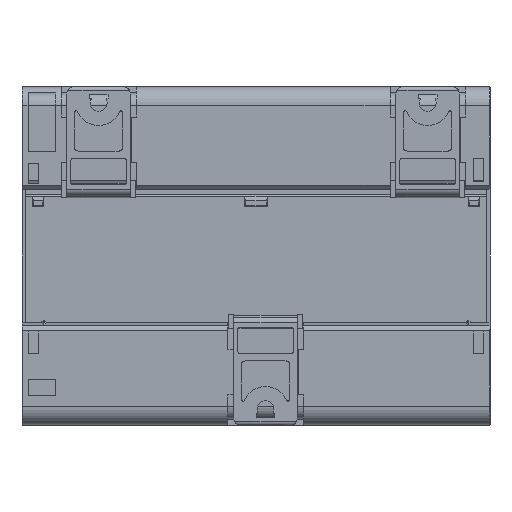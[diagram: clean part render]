
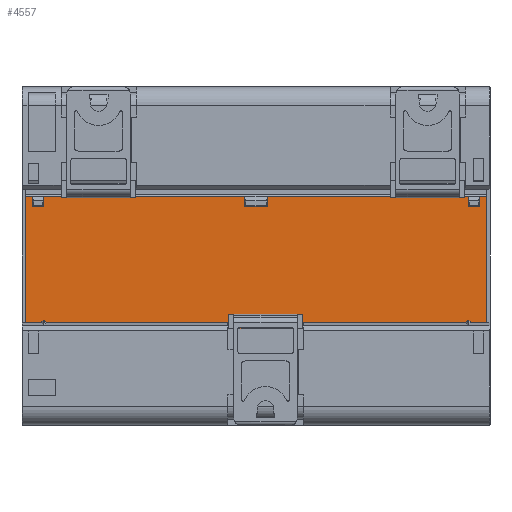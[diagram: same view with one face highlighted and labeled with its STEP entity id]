
A CAD part, front view. The second image highlights one B-rep face of the part: STEP entity #4557.
In plain terms, the highlighted planar face has unit normal (0, -1, 0).
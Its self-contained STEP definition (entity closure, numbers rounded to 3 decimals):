
#436=DIRECTION('',(-1.,0.,0.));
#437=VECTOR('',#436,20.);
#438=CARTESIAN_POINT('',(74.84,5.6,-64.4));
#439=LINE('',#438,#437);
#440=DIRECTION('',(0.,0.,1.));
#441=VECTOR('',#440,1.6);
#442=CARTESIAN_POINT('',(54.84,5.6,-64.4));
#443=LINE('',#442,#441);
#444=DIRECTION('',(-1.,0.,0.));
#445=VECTOR('',#444,48.54);
#446=CARTESIAN_POINT('',(54.84,5.6,-62.8));
#447=LINE('',#446,#445);
#448=DIRECTION('',(0.,0.,1.));
#449=VECTOR('',#448,0.286);
#450=CARTESIAN_POINT('',(6.3,5.6,-62.8));
#451=LINE('',#450,#449);
#452=DIRECTION('',(-1.,0.,0.));
#453=VECTOR('',#452,0.399);
#454=CARTESIAN_POINT('',(6.,5.6,-62.2));
#455=LINE('',#454,#453);
#456=DIRECTION('',(0.,0.,1.));
#457=VECTOR('',#456,0.286);
#458=CARTESIAN_POINT('',(5.3,5.6,-62.8));
#459=LINE('',#458,#457);
#460=DIRECTION('',(-1.,0.,0.));
#461=VECTOR('',#460,4.5);
#462=CARTESIAN_POINT('',(5.3,5.6,-62.8));
#463=LINE('',#462,#461);
#464=DIRECTION('',(0.,0.,-1.));
#465=VECTOR('',#464,33.7);
#466=CARTESIAN_POINT('',(0.8,5.6,-29.1));
#467=LINE('',#466,#465);
#468=DIRECTION('',(1.,0.,0.));
#469=VECTOR('',#468,2.);
#470=CARTESIAN_POINT('',(0.8,5.6,-29.1));
#471=LINE('',#470,#469);
#472=DIRECTION('',(0.,0.,-1.));
#473=VECTOR('',#472,2.8);
#474=CARTESIAN_POINT('',(2.8,5.6,-29.1));
#475=LINE('',#474,#473);
#476=DIRECTION('',(1.,0.,0.));
#477=VECTOR('',#476,3.);
#478=CARTESIAN_POINT('',(2.8,5.6,-31.9));
#479=LINE('',#478,#477);
#480=DIRECTION('',(0.,0.,1.));
#481=VECTOR('',#480,2.8);
#482=CARTESIAN_POINT('',(5.8,5.6,-31.9));
#483=LINE('',#482,#481);
#484=DIRECTION('',(1.,0.,0.));
#485=VECTOR('',#484,53.5);
#486=CARTESIAN_POINT('',(5.8,5.6,-29.1));
#487=LINE('',#486,#485);
#488=DIRECTION('',(0.,0.,-1.));
#489=VECTOR('',#488,2.8);
#490=CARTESIAN_POINT('',(59.3,5.6,-29.1));
#491=LINE('',#490,#489);
#492=DIRECTION('',(1.,0.,0.));
#493=VECTOR('',#492,6.);
#494=CARTESIAN_POINT('',(59.3,5.6,-31.9));
#495=LINE('',#494,#493);
#496=DIRECTION('',(0.,0.,1.));
#497=VECTOR('',#496,2.8);
#498=CARTESIAN_POINT('',(65.3,5.6,-31.9));
#499=LINE('',#498,#497);
#500=DIRECTION('',(1.,0.,0.));
#501=VECTOR('',#500,53.5);
#502=CARTESIAN_POINT('',(65.3,5.6,-29.1));
#503=LINE('',#502,#501);
#504=DIRECTION('',(0.,0.,-1.));
#505=VECTOR('',#504,2.8);
#506=CARTESIAN_POINT('',(118.8,5.6,-29.1));
#507=LINE('',#506,#505);
#508=DIRECTION('',(1.,0.,0.));
#509=VECTOR('',#508,3.);
#510=CARTESIAN_POINT('',(118.8,5.6,-31.9));
#511=LINE('',#510,#509);
#512=DIRECTION('',(0.,0.,1.));
#513=VECTOR('',#512,2.8);
#514=CARTESIAN_POINT('',(121.8,5.6,-31.9));
#515=LINE('',#514,#513);
#516=DIRECTION('',(1.,0.,0.));
#517=VECTOR('',#516,2.);
#518=CARTESIAN_POINT('',(121.8,5.6,-29.1));
#519=LINE('',#518,#517);
#520=DIRECTION('',(0.,0.,-1.));
#521=VECTOR('',#520,33.7);
#522=CARTESIAN_POINT('',(123.8,5.6,-29.1));
#523=LINE('',#522,#521);
#524=DIRECTION('',(-1.,0.,0.));
#525=VECTOR('',#524,4.5);
#526=CARTESIAN_POINT('',(123.8,5.6,-62.8));
#527=LINE('',#526,#525);
#528=DIRECTION('',(0.,0.,1.));
#529=VECTOR('',#528,0.286);
#530=CARTESIAN_POINT('',(119.3,5.6,-62.8));
#531=LINE('',#530,#529);
#532=DIRECTION('',(1.,0.,0.));
#533=VECTOR('',#532,0.399);
#534=CARTESIAN_POINT('',(118.6,5.6,-62.2));
#535=LINE('',#534,#533);
#536=DIRECTION('',(0.,0.,1.));
#537=VECTOR('',#536,0.286);
#538=CARTESIAN_POINT('',(118.3,5.6,-62.8));
#539=LINE('',#538,#537);
#540=DIRECTION('',(-1.,0.,0.));
#541=VECTOR('',#540,43.46);
#542=CARTESIAN_POINT('',(118.3,5.6,-62.8));
#543=LINE('',#542,#541);
#1696=DIRECTION('',(0.692,0.,0.722));
#1697=VECTOR('',#1696,0.434);
#1698=CARTESIAN_POINT('',(5.3,5.6,-62.514));
#1699=LINE('',#1698,#1697);
#1712=DIRECTION('',(0.692,0.,-0.722));
#1713=VECTOR('',#1712,0.434);
#1714=CARTESIAN_POINT('',(6.,5.6,-62.2));
#1715=LINE('',#1714,#1713);
#1816=DIRECTION('',(0.,0.,1.));
#1817=VECTOR('',#1816,1.6);
#1818=CARTESIAN_POINT('',(74.84,5.6,-64.4));
#1819=LINE('',#1818,#1817);
#2523=DIRECTION('',(0.692,0.,0.722));
#2524=VECTOR('',#2523,0.434);
#2525=CARTESIAN_POINT('',(118.3,5.6,-62.514));
#2526=LINE('',#2525,#2524);
#2535=DIRECTION('',(0.692,0.,-0.722));
#2536=VECTOR('',#2535,0.434);
#2537=CARTESIAN_POINT('',(119.,5.6,-62.2));
#2538=LINE('',#2537,#2536);
#3025=CARTESIAN_POINT('',(123.8,5.6,-62.8));
#3027=VERTEX_POINT('',#3025);
#3031=CARTESIAN_POINT('',(123.8,5.6,-29.1));
#3032=VERTEX_POINT('',#3031);
#3077=CARTESIAN_POINT('',(0.8,5.6,-29.1));
#3078=CARTESIAN_POINT('',(0.8,5.6,-62.8));
#3079=VERTEX_POINT('',#3077);
#3080=VERTEX_POINT('',#3078);
#3331=CARTESIAN_POINT('',(54.84,5.6,-62.8));
#3332=VERTEX_POINT('',#3331);
#3333=CARTESIAN_POINT('',(74.84,5.6,-62.8));
#3334=VERTEX_POINT('',#3333);
#3487=CARTESIAN_POINT('',(119.3,5.6,-62.8));
#3488=VERTEX_POINT('',#3487);
#3489=CARTESIAN_POINT('',(118.3,5.6,-62.8));
#3490=VERTEX_POINT('',#3489);
#3491=CARTESIAN_POINT('',(119.,5.6,-62.2));
#3493=VERTEX_POINT('',#3491);
#3495=CARTESIAN_POINT('',(119.3,5.6,-62.514));
#3497=VERTEX_POINT('',#3495);
#3499=CARTESIAN_POINT('',(118.6,5.6,-62.2));
#3500=VERTEX_POINT('',#3499);
#3502=CARTESIAN_POINT('',(118.3,5.6,-62.514));
#3504=VERTEX_POINT('',#3502);
#3507=CARTESIAN_POINT('',(59.3,5.6,-31.9));
#3508=CARTESIAN_POINT('',(65.3,5.6,-31.9));
#3509=VERTEX_POINT('',#3507);
#3510=VERTEX_POINT('',#3508);
#3511=CARTESIAN_POINT('',(2.8,5.6,-31.9));
#3512=CARTESIAN_POINT('',(5.8,5.6,-31.9));
#3513=VERTEX_POINT('',#3511);
#3514=VERTEX_POINT('',#3512);
#3515=CARTESIAN_POINT('',(118.8,5.6,-31.9));
#3516=CARTESIAN_POINT('',(121.8,5.6,-31.9));
#3517=VERTEX_POINT('',#3515);
#3518=VERTEX_POINT('',#3516);
#3519=CARTESIAN_POINT('',(59.3,5.6,-29.1));
#3520=VERTEX_POINT('',#3519);
#3521=CARTESIAN_POINT('',(65.3,5.6,-29.1));
#3522=VERTEX_POINT('',#3521);
#3523=CARTESIAN_POINT('',(2.8,5.6,-29.1));
#3524=VERTEX_POINT('',#3523);
#3525=CARTESIAN_POINT('',(5.8,5.6,-29.1));
#3526=VERTEX_POINT('',#3525);
#3527=CARTESIAN_POINT('',(118.8,5.6,-29.1));
#3528=VERTEX_POINT('',#3527);
#3529=CARTESIAN_POINT('',(121.8,5.6,-29.1));
#3530=VERTEX_POINT('',#3529);
#3611=CARTESIAN_POINT('',(5.3,5.6,-62.514));
#3612=CARTESIAN_POINT('',(5.6,5.6,-62.2));
#3613=VERTEX_POINT('',#3611);
#3614=VERTEX_POINT('',#3612);
#3615=CARTESIAN_POINT('',(6.,5.6,-62.2));
#3616=CARTESIAN_POINT('',(6.3,5.6,-62.514));
#3617=VERTEX_POINT('',#3615);
#3618=VERTEX_POINT('',#3616);
#3619=CARTESIAN_POINT('',(6.3,5.6,-62.8));
#3620=VERTEX_POINT('',#3619);
#3621=CARTESIAN_POINT('',(5.3,5.6,-62.8));
#3622=VERTEX_POINT('',#3621);
#3697=CARTESIAN_POINT('',(74.84,5.6,-64.4));
#3698=CARTESIAN_POINT('',(54.84,5.6,-64.4));
#3699=VERTEX_POINT('',#3697);
#3700=VERTEX_POINT('',#3698);
#4486=CARTESIAN_POINT('',(124.6,5.6,-62.8));
#4487=DIRECTION('',(0.,1.,0.));
#4488=DIRECTION('',(0.,0.,1.));
#4489=AXIS2_PLACEMENT_3D('',#4486,#4487,#4488);
#4490=PLANE('',#4489);
#4492=ORIENTED_EDGE('',*,*,#4491,.T.);
#4494=ORIENTED_EDGE('',*,*,#4493,.T.);
#4496=ORIENTED_EDGE('',*,*,#4495,.T.);
#4498=ORIENTED_EDGE('',*,*,#4497,.T.);
#4500=ORIENTED_EDGE('',*,*,#4499,.F.);
#4502=ORIENTED_EDGE('',*,*,#4501,.T.);
#4504=ORIENTED_EDGE('',*,*,#4503,.F.);
#4506=ORIENTED_EDGE('',*,*,#4505,.F.);
#4508=ORIENTED_EDGE('',*,*,#4507,.T.);
#4510=ORIENTED_EDGE('',*,*,#4509,.F.);
#4512=ORIENTED_EDGE('',*,*,#4511,.T.);
#4514=ORIENTED_EDGE('',*,*,#4513,.T.);
#4516=ORIENTED_EDGE('',*,*,#4515,.T.);
#4518=ORIENTED_EDGE('',*,*,#4517,.T.);
#4520=ORIENTED_EDGE('',*,*,#4519,.T.);
#4522=ORIENTED_EDGE('',*,*,#4521,.T.);
#4524=ORIENTED_EDGE('',*,*,#4523,.T.);
#4526=ORIENTED_EDGE('',*,*,#4525,.T.);
#4528=ORIENTED_EDGE('',*,*,#4527,.T.);
#4530=ORIENTED_EDGE('',*,*,#4529,.T.);
#4532=ORIENTED_EDGE('',*,*,#4531,.T.);
#4534=ORIENTED_EDGE('',*,*,#4533,.T.);
#4536=ORIENTED_EDGE('',*,*,#4535,.T.);
#4538=ORIENTED_EDGE('',*,*,#4537,.T.);
#4540=ORIENTED_EDGE('',*,*,#4539,.T.);
#4542=ORIENTED_EDGE('',*,*,#4541,.T.);
#4544=ORIENTED_EDGE('',*,*,#4543,.F.);
#4546=ORIENTED_EDGE('',*,*,#4545,.F.);
#4548=ORIENTED_EDGE('',*,*,#4547,.F.);
#4550=ORIENTED_EDGE('',*,*,#4549,.F.);
#4552=ORIENTED_EDGE('',*,*,#4551,.T.);
#4554=ORIENTED_EDGE('',*,*,#4553,.F.);
#4555=EDGE_LOOP('',(#4492,#4494,#4496,#4498,#4500,#4502,#4504,#4506,#4508,#4510,
#4512,#4514,#4516,#4518,#4520,#4522,#4524,#4526,#4528,#4530,#4532,#4534,#4536,
#4538,#4540,#4542,#4544,#4546,#4548,#4550,#4552,#4554));
#4556=FACE_OUTER_BOUND('',#4555,.F.);
#4491=EDGE_CURVE('',#3699,#3700,#439,.T.);
#4493=EDGE_CURVE('',#3700,#3332,#443,.T.);
#4495=EDGE_CURVE('',#3332,#3620,#447,.T.);
#4497=EDGE_CURVE('',#3620,#3618,#451,.T.);
#4499=EDGE_CURVE('',#3617,#3618,#1715,.T.);
#4501=EDGE_CURVE('',#3617,#3614,#455,.T.);
#4503=EDGE_CURVE('',#3613,#3614,#1699,.T.);
#4505=EDGE_CURVE('',#3622,#3613,#459,.T.);
#4507=EDGE_CURVE('',#3622,#3080,#463,.T.);
#4509=EDGE_CURVE('',#3079,#3080,#467,.T.);
#4511=EDGE_CURVE('',#3079,#3524,#471,.T.);
#4513=EDGE_CURVE('',#3524,#3513,#475,.T.);
#4515=EDGE_CURVE('',#3513,#3514,#479,.T.);
#4517=EDGE_CURVE('',#3514,#3526,#483,.T.);
#4519=EDGE_CURVE('',#3526,#3520,#487,.T.);
#4521=EDGE_CURVE('',#3520,#3509,#491,.T.);
#4523=EDGE_CURVE('',#3509,#3510,#495,.T.);
#4525=EDGE_CURVE('',#3510,#3522,#499,.T.);
#4527=EDGE_CURVE('',#3522,#3528,#503,.T.);
#4529=EDGE_CURVE('',#3528,#3517,#507,.T.);
#4531=EDGE_CURVE('',#3517,#3518,#511,.T.);
#4533=EDGE_CURVE('',#3518,#3530,#515,.T.);
#4535=EDGE_CURVE('',#3530,#3032,#519,.T.);
#4537=EDGE_CURVE('',#3032,#3027,#523,.T.);
#4539=EDGE_CURVE('',#3027,#3488,#527,.T.);
#4541=EDGE_CURVE('',#3488,#3497,#531,.T.);
#4543=EDGE_CURVE('',#3493,#3497,#2538,.T.);
#4545=EDGE_CURVE('',#3500,#3493,#535,.T.);
#4547=EDGE_CURVE('',#3504,#3500,#2526,.T.);
#4549=EDGE_CURVE('',#3490,#3504,#539,.T.);
#4551=EDGE_CURVE('',#3490,#3334,#543,.T.);
#4553=EDGE_CURVE('',#3699,#3334,#1819,.T.);
#4557=ADVANCED_FACE('',(#4556),#4490,.F.);
